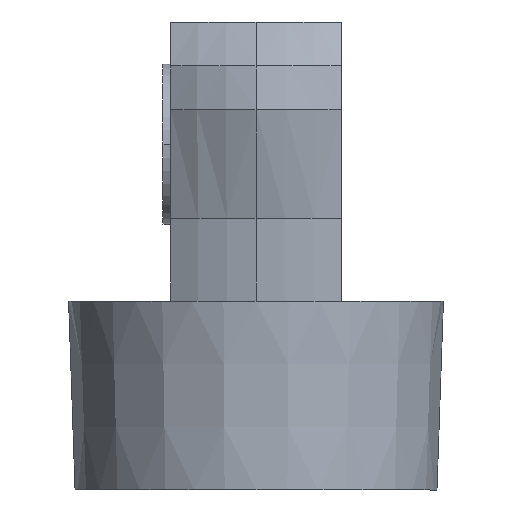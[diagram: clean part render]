
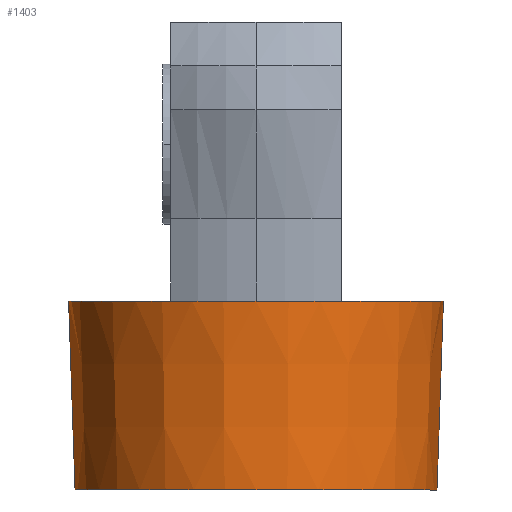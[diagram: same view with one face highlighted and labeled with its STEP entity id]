
A CAD part, front view. The second image highlights one B-rep face of the part: STEP entity #1403.
In plain terms, the highlighted conical face has half-angle 1.96 degrees and reference radius 7.032 mm.
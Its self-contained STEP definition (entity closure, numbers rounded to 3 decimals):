
#39 = LINE ( 'NONE', #421, #1392 ) ;
#48 = VECTOR ( 'NONE', #1380, 1000. ) ;
#88 = EDGE_LOOP ( 'NONE', ( #1592, #989, #934, #1220 ) ) ;
#94 = CARTESIAN_POINT ( 'NONE',  ( -19.218, -26.323, 7.284 ) ) ;
#194 = CARTESIAN_POINT ( 'NONE',  ( -12.185, -26.323, 0.198 ) ) ;
#324 = VERTEX_POINT ( 'NONE', #356 ) ;
#356 = CARTESIAN_POINT ( 'NONE',  ( -18.975, -26.323, 0.198 ) ) ;
#409 = CARTESIAN_POINT ( 'NONE',  ( -12.185, -26.323, 7.284 ) ) ;
#421 = CARTESIAN_POINT ( 'NONE',  ( -19.218, -26.323, 7.284 ) ) ;
#432 = FACE_OUTER_BOUND ( 'NONE', #88, .T. ) ;
#471 = CARTESIAN_POINT ( 'NONE',  ( -12.185, -26.323, 7.284 ) ) ;
#539 = VERTEX_POINT ( 'NONE', #1324 ) ;
#549 = EDGE_CURVE ( 'NONE', #1481, #1423, #685, .T. ) ;
#554 = DIRECTION ( 'NONE',  ( -1., 0., 0. ) ) ;
#679 = AXIS2_PLACEMENT_3D ( 'NONE', #194, #1528, #1289 ) ;
#685 = CIRCLE ( 'NONE', #1576, 7.032 ) ;
#703 = CONICAL_SURFACE ( 'NONE', #925, 7.032, 0.034 ) ;
#727 = CARTESIAN_POINT ( 'NONE',  ( -5.153, -26.323, 7.284 ) ) ;
#757 = DIRECTION ( 'NONE',  ( 1., 0., 0. ) ) ;
#872 = EDGE_CURVE ( 'NONE', #539, #324, #1237, .T. ) ;
#925 = AXIS2_PLACEMENT_3D ( 'NONE', #471, #1139, #757 ) ;
#934 = ORIENTED_EDGE ( 'NONE', *, *, #1243, .T. ) ;
#943 = DIRECTION ( 'NONE',  ( 0., 0., -1. ) ) ;
#989 = ORIENTED_EDGE ( 'NONE', *, *, #872, .F. ) ;
#1003 = CARTESIAN_POINT ( 'NONE',  ( -5.153, -26.323, 7.284 ) ) ;
#1139 = DIRECTION ( 'NONE',  ( 0., 0., 1. ) ) ;
#1206 = DIRECTION ( 'NONE',  ( -0.034, 0., 0.999 ) ) ;
#1220 = ORIENTED_EDGE ( 'NONE', *, *, #549, .T. ) ;
#1237 = CIRCLE ( 'NONE', #679, 6.79 ) ;
#1243 = EDGE_CURVE ( 'NONE', #539, #1481, #1278, .T. ) ;
#1278 = LINE ( 'NONE', #727, #48 ) ;
#1289 = DIRECTION ( 'NONE',  ( -1., 0., 0. ) ) ;
#1324 = CARTESIAN_POINT ( 'NONE',  ( -5.395, -26.323, 0.198 ) ) ;
#1380 = DIRECTION ( 'NONE',  ( 0.034, 0., 0.999 ) ) ;
#1392 = VECTOR ( 'NONE', #1206, 1000. ) ;
#1403 = ADVANCED_FACE ( 'NONE', ( #432 ), #703, .T. ) ;
#1423 = VERTEX_POINT ( 'NONE', #94 ) ;
#1481 = VERTEX_POINT ( 'NONE', #1003 ) ;
#1528 = DIRECTION ( 'NONE',  ( 0., 0., -1. ) ) ;
#1576 = AXIS2_PLACEMENT_3D ( 'NONE', #409, #943, #554 ) ;
#1592 = ORIENTED_EDGE ( 'NONE', *, *, #1641, .F. ) ;
#1641 = EDGE_CURVE ( 'NONE', #324, #1423, #39, .T. ) ;
